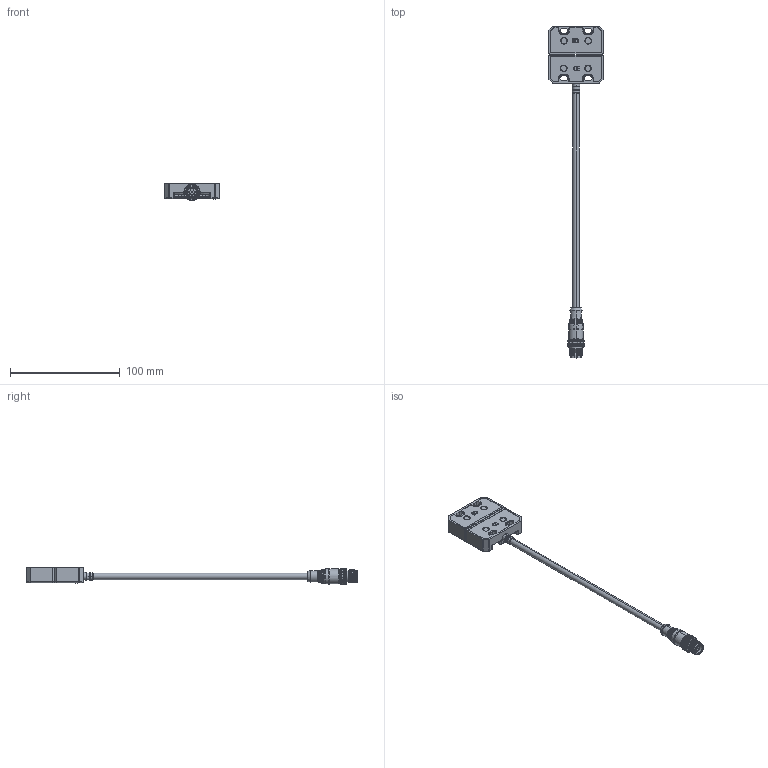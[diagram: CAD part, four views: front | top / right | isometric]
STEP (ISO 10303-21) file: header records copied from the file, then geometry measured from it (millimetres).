
FILE_DESCRIPTION (( 'STEP AP214' ), '1' );
FILE_NAME ('SMC-139008.step', '2017-09-27T14:17:46', ( '' ), ( '' ), 'SwSTEP 2.0', 'SolidWorks 2017', '' );
FILE_SCHEMA (( 'AUTOMOTIVE_DESIGN' ));
Length unit declared in the file: inch
Products named in the file (3): SMC-139008; SMC-139008_2; SMC-139008_1
Assembly tree (2 placements, depth 2):
  SMC-139008
    SMC-139008_1
    SMC-139008_2
Bounding box: 50 x 302 x 15.35 mm (x, y, z)
Volume: 25269.7 mm3; surface area: 28173.9 mm2
Topology: 13 solids, 13 shells, 1243 faces, 3118 edges, 1891 vertices
Faces by surface type: cylinder 485, plane 411, bspline 270, cone 77
Entity records: 43215 total; most frequent: CARTESIAN_POINT 14906, ORIENTED_EDGE 6126, DIRECTION 5615, EDGE_CURVE 3063, AXIS2_PLACEMENT_3D 2138, VERTEX_POINT 1891, VECTOR 1339, LINE 1339
